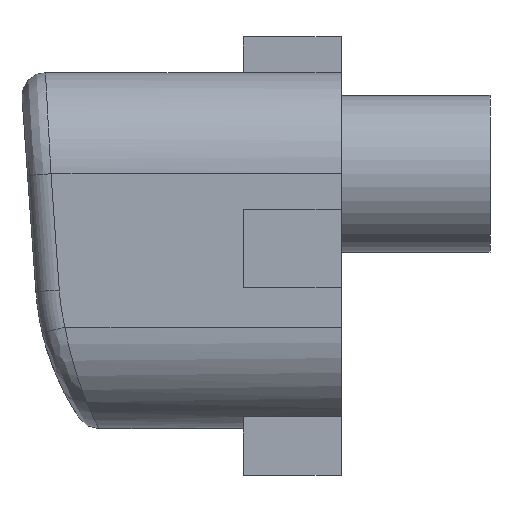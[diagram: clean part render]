
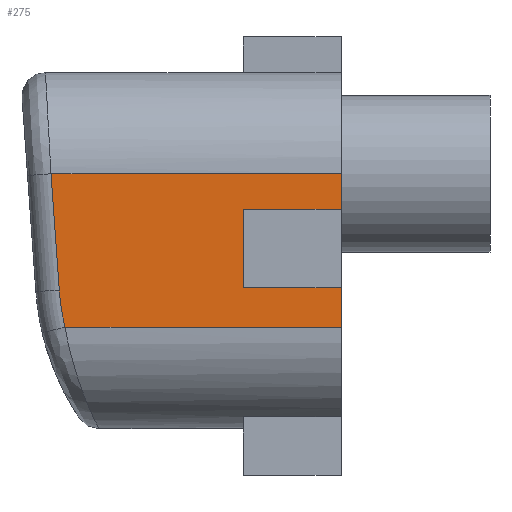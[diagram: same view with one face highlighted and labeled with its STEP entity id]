
A CAD part, left-side view. The second image highlights one B-rep face of the part: STEP entity #275.
In plain terms, the highlighted planar face has unit normal (-1, 0, 0).
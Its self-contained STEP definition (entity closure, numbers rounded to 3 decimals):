
#9 = CARTESIAN_POINT ( 'NONE',  ( -2.59, 0., -2.91 ) ) ;
#13 = CARTESIAN_POINT ( 'NONE',  ( -2.59, 2.5, -2.91 ) ) ;
#15 = CARTESIAN_POINT ( 'NONE',  ( -2.59, 0., -0.91 ) ) ;
#36 = CARTESIAN_POINT ( 'NONE',  ( -2.59, 2.5, -0.91 ) ) ;
#40 = CARTESIAN_POINT ( 'NONE',  ( -2.59, 7.413, 0. ) ) ;
#42 = CARTESIAN_POINT ( 'NONE',  ( -2.59, 0., -3.92 ) ) ;
#55 = CARTESIAN_POINT ( 'NONE',  ( -2.59, 0., 0. ) ) ;
#61 = DIRECTION ( 'NONE',  ( 0., 0., -1. ) ) ;
#64 = CARTESIAN_POINT ( 'NONE',  ( -2.59, 0., 0. ) ) ;
#67 = DIRECTION ( 'NONE',  ( 0., 0., -1. ) ) ;
#71 = VERTEX_POINT ( 'NONE', #13 ) ;
#76 = VERTEX_POINT ( 'NONE', #15 ) ;
#79 = VERTEX_POINT ( 'NONE', #9 ) ;
#97 = VERTEX_POINT ( 'NONE', #36 ) ;
#101 = VERTEX_POINT ( 'NONE', #40 ) ;
#103 = VERTEX_POINT ( 'NONE', #42 ) ;
#114 = DIRECTION ( 'NONE',  ( 0., -1., 0. ) ) ;
#116 = CARTESIAN_POINT ( 'NONE',  ( -2.59, 10., -3.92 ) ) ;
#121 = EDGE_CURVE ( 'NONE', #79, #103, #1002, .T. ) ;
#125 = EDGE_CURVE ( 'NONE', #983, #76, #1008, .T. ) ;
#127 = EDGE_CURVE ( 'NONE', #989, #103, #1010, .T. ) ;
#161 = EDGE_CURVE ( 'NONE', #101, #2658, #1064, .T. ) ;
#162 = EDGE_CURVE ( 'NONE', #2658, #989, #1065, .T. ) ;
#163 = EDGE_CURVE ( 'NONE', #71, #79, #1067, .T. ) ;
#164 = EDGE_CURVE ( 'NONE', #97, #71, #1068, .T. ) ;
#165 = EDGE_CURVE ( 'NONE', #97, #76, #1049, .T. ) ;
#166 = EDGE_CURVE ( 'NONE', #101, #983, #1072, .T. ) ;
#275 = ADVANCED_FACE ( 'NONE', ( #1471 ), #1837, .T. ) ;
#385 = ORIENTED_EDGE ( 'NONE', *, *, #161, .T. ) ;
#386 = ORIENTED_EDGE ( 'NONE', *, *, #162, .T. ) ;
#387 = ORIENTED_EDGE ( 'NONE', *, *, #127, .T. ) ;
#388 = ORIENTED_EDGE ( 'NONE', *, *, #121, .F. ) ;
#389 = ORIENTED_EDGE ( 'NONE', *, *, #163, .F. ) ;
#390 = ORIENTED_EDGE ( 'NONE', *, *, #164, .F. ) ;
#391 = ORIENTED_EDGE ( 'NONE', *, *, #165, .T. ) ;
#392 = ORIENTED_EDGE ( 'NONE', *, *, #125, .F. ) ;
#393 = ORIENTED_EDGE ( 'NONE', *, *, #166, .F. ) ;
#692 = AXIS2_PLACEMENT_3D ( 'NONE', #1227, #1228, #1229 ) ;
#737 = AXIS2_PLACEMENT_3D ( 'NONE', #1839, #1843, #1844 ) ;
#983 = VERTEX_POINT ( 'NONE', #2495 ) ;
#989 = VERTEX_POINT ( 'NONE', #2501 ) ;
#1000 = VECTOR ( 'NONE', #61, 1000. ) ;
#1002 = LINE ( 'NONE', #55, #1000 ) ;
#1008 = LINE ( 'NONE', #64, #1013 ) ;
#1010 = LINE ( 'NONE', #116, #1016 ) ;
#1013 = VECTOR ( 'NONE', #67, 1000. ) ;
#1016 = VECTOR ( 'NONE', #114, 1000. ) ;
#1049 = LINE ( 'NONE', #1226, #1073 ) ;
#1064 = LINE ( 'NONE', #1193, #1066 ) ;
#1065 = CIRCLE ( 'NONE', #692, 6.055 ) ;
#1066 = VECTOR ( 'NONE', #1202, 1000. ) ;
#1067 = LINE ( 'NONE', #1221, #1069 ) ;
#1068 = LINE ( 'NONE', #1230, #1071 ) ;
#1069 = VECTOR ( 'NONE', #1222, 1000. ) ;
#1071 = VECTOR ( 'NONE', #1231, 1000. ) ;
#1072 = LINE ( 'NONE', #1233, #1075 ) ;
#1073 = VECTOR ( 'NONE', #1232, 1000. ) ;
#1075 = VECTOR ( 'NONE', #1234, 1000. ) ;
#1193 = CARTESIAN_POINT ( 'NONE',  ( -2.59, 7.202, -2.967 ) ) ;
#1202 = DIRECTION ( 'NONE',  ( 0., -0.071, -0.997 ) ) ;
#1221 = CARTESIAN_POINT ( 'NONE',  ( -2.59, 2.5, -2.91 ) ) ;
#1222 = DIRECTION ( 'NONE',  ( 0., -1., 0. ) ) ;
#1226 = CARTESIAN_POINT ( 'NONE',  ( -2.59, 2.5, -0.91 ) ) ;
#1227 = CARTESIAN_POINT ( 'NONE',  ( -2.59, 1.162, -2.536 ) ) ;
#1228 = DIRECTION ( 'NONE',  ( -1., 0., 0. ) ) ;
#1229 = DIRECTION ( 'NONE',  ( 0., 0., 1. ) ) ;
#1230 = CARTESIAN_POINT ( 'NONE',  ( -2.59, 2.5, 0. ) ) ;
#1231 = DIRECTION ( 'NONE',  ( 0., 0., -1. ) ) ;
#1232 = DIRECTION ( 'NONE',  ( 0., -1., 0. ) ) ;
#1233 = CARTESIAN_POINT ( 'NONE',  ( -2.59, 10., 0. ) ) ;
#1234 = DIRECTION ( 'NONE',  ( 0., -1., 0. ) ) ;
#1471 = FACE_OUTER_BOUND ( 'NONE', #2631, .T. ) ;
#1837 = PLANE ( 'NONE',  #737 ) ;
#1839 = CARTESIAN_POINT ( 'NONE',  ( -2.59, 10., 0. ) ) ;
#1843 = DIRECTION ( 'NONE',  ( -1., 0., 0. ) ) ;
#1844 = DIRECTION ( 'NONE',  ( 0., 0., 1. ) ) ;
#2495 = CARTESIAN_POINT ( 'NONE',  ( -2.59, 0., 0. ) ) ;
#2501 = CARTESIAN_POINT ( 'NONE',  ( -2.59, 7.057, -3.92 ) ) ;
#2521 = CARTESIAN_POINT ( 'NONE',  ( -2.59, 7.202, -2.967 ) ) ;
#2631 = EDGE_LOOP ( 'NONE', ( #385, #386, #387, #388, #389, #390, #391, #392, #393 ) ) ;
#2658 = VERTEX_POINT ( 'NONE', #2521 ) ;
